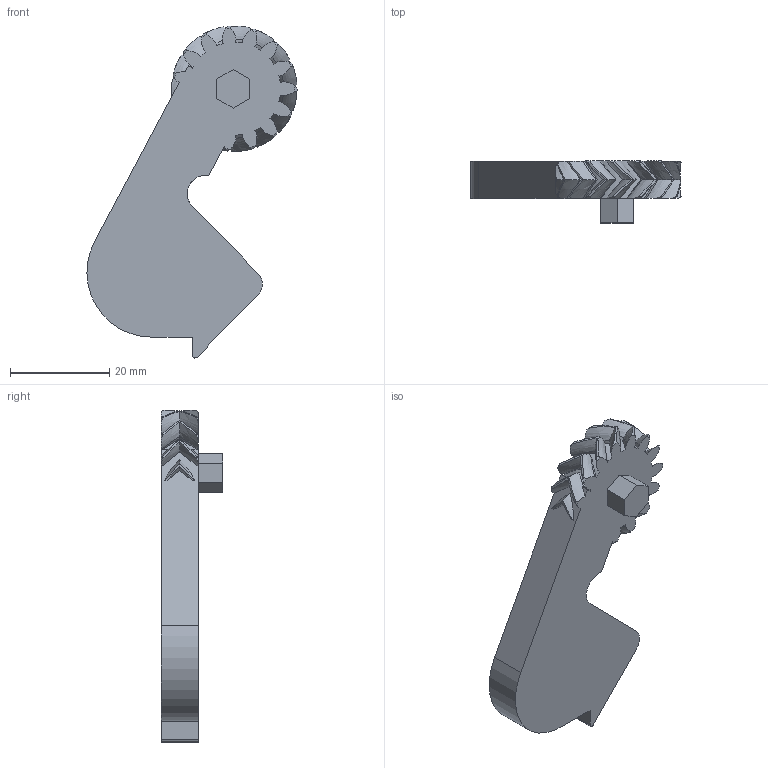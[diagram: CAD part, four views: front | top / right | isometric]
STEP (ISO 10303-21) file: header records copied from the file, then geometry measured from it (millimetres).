
FILE_DESCRIPTION(/* description */ ('STEP AP242','CAx-IF Rec.Pracs.---Representation and Presentation of Product Manufacturing Information (PMI)---4.0---2014-10-13','CAx-IF Rec.Pracs.---3D Tessellated Geometry---0.4---2014-09-14','2;1'),/* implementation_level */ '2;1');
FILE_NAME(/* name */ '68899ba2a7430d25eb0bfc48',/* time_stamp */ '2025-07-30T04:12:20Z',/* author */ (''),/* organization */ (''),/* preprocessor_version */ 'ST-DEVELOPER v20',/* originating_system */ 'ONSHAPE BY PTC INC, 1.201',/* authorisation */ ' ');
FILE_SCHEMA (('AP242_MANAGED_MODEL_BASED_3D_ENGINEERING_MIM_LF { 1 0 10303 442 1 1 4 }'));
Length unit declared in the file: metre
Products named in the file (1): Helical 1.5M 15T
Bounding box: 42.42 x 12.5 x 67.01 mm (x, y, z)
Volume: 9229.8 mm3; surface area: 5211.2 mm2
Topology: 1 solids, 1 shells, 189 faces, 511 edges, 326 vertices
Faces by surface type: bspline 122, torus 24, plane 23, cylinder 20
Entity records: 9640 total; most frequent: CARTESIAN_POINT 6076, ORIENTED_EDGE 1022, EDGE_CURVE 511, DIRECTION 401, VERTEX_POINT 326, EDGE_LOOP 191, FACE_BOUND 191, ADVANCED_FACE 189
